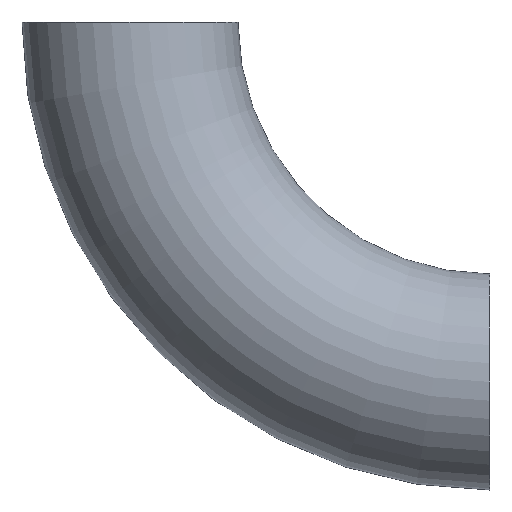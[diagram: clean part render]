
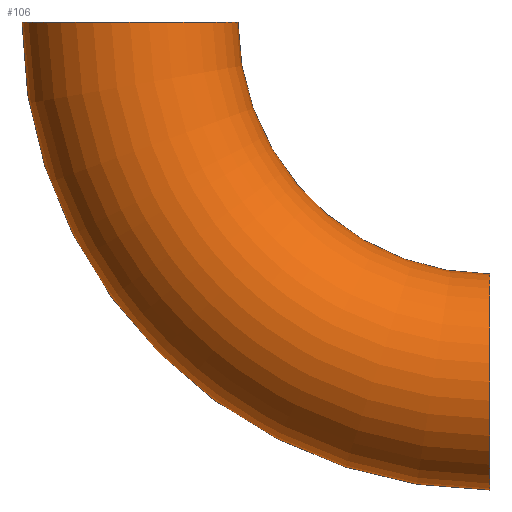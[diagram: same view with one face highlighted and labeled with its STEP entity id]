
A CAD part, front view. The second image highlights one B-rep face of the part: STEP entity #106.
In plain terms, the highlighted toroidal (fillet/blend) face has major radius 20 mm and minor radius 6 mm.
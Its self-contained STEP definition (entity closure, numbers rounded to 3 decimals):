
#2 = AXIS2_PLACEMENT_3D ( 'NONE', #190, #216, #33 ) ;
#4 = CARTESIAN_POINT ( 'NONE',  ( -20., 0., 0. ) ) ;
#13 = EDGE_CURVE ( 'NONE', #59, #182, #231, .T. ) ;
#22 = ORIENTED_EDGE ( 'NONE', *, *, #36, .T. ) ;
#24 = DIRECTION ( 'NONE',  ( 0., 1., 0. ) ) ;
#27 = CARTESIAN_POINT ( 'NONE',  ( 0., 0., 0. ) ) ;
#33 = DIRECTION ( 'NONE',  ( 0., 0., 1. ) ) ;
#36 = EDGE_CURVE ( 'NONE', #236, #182, #90, .T. ) ;
#41 = VERTEX_POINT ( 'NONE', #63 ) ;
#42 = DIRECTION ( 'NONE',  ( 0., 0., 1. ) ) ;
#48 = CARTESIAN_POINT ( 'NONE',  ( -14., 0., 0. ) ) ;
#56 = EDGE_CURVE ( 'NONE', #41, #59, #223, .T. ) ;
#57 = ORIENTED_EDGE ( 'NONE', *, *, #56, .F. ) ;
#59 = VERTEX_POINT ( 'NONE', #168 ) ;
#60 = DIRECTION ( 'NONE',  ( 0., 0., 1. ) ) ;
#63 = CARTESIAN_POINT ( 'NONE',  ( 0., 0., -26. ) ) ;
#80 = DIRECTION ( 'NONE',  ( 0., 0., 1. ) ) ;
#90 = CIRCLE ( 'NONE', #118, 14. ) ;
#103 = ORIENTED_EDGE ( 'NONE', *, *, #13, .F. ) ;
#106 = ADVANCED_FACE ( 'NONE', ( #239 ), #143, .T. ) ;
#110 = DIRECTION ( 'NONE',  ( 0., 1., 0. ) ) ;
#113 = CARTESIAN_POINT ( 'NONE',  ( 0., 0., 0. ) ) ;
#118 = AXIS2_PLACEMENT_3D ( 'NONE', #27, #110, #42 ) ;
#128 = DIRECTION ( 'NONE',  ( 0., 1., 0. ) ) ;
#129 = DIRECTION ( 'NONE',  ( 0., 0., 1. ) ) ;
#143 = TOROIDAL_SURFACE ( 'NONE', #212, 20., 6. ) ;
#147 = AXIS2_PLACEMENT_3D ( 'NONE', #241, #24, #80 ) ;
#153 = CARTESIAN_POINT ( 'NONE',  ( 0., 0., -14. ) ) ;
#166 = AXIS2_PLACEMENT_3D ( 'NONE', #4, #129, #172 ) ;
#168 = CARTESIAN_POINT ( 'NONE',  ( -26., 0., 0. ) ) ;
#172 = DIRECTION ( 'NONE',  ( 1., 0., 0. ) ) ;
#182 = VERTEX_POINT ( 'NONE', #48 ) ;
#190 = CARTESIAN_POINT ( 'NONE',  ( 0., 0., -20. ) ) ;
#200 = CIRCLE ( 'NONE', #2, 6. ) ;
#202 = ORIENTED_EDGE ( 'NONE', *, *, #230, .T. ) ;
#212 = AXIS2_PLACEMENT_3D ( 'NONE', #113, #128, #60 ) ;
#216 = DIRECTION ( 'NONE',  ( -1., 0., 0. ) ) ;
#219 = EDGE_LOOP ( 'NONE', ( #57, #202, #22, #103 ) ) ;
#223 = CIRCLE ( 'NONE', #147, 26. ) ;
#230 = EDGE_CURVE ( 'NONE', #41, #236, #200, .T. ) ;
#231 = CIRCLE ( 'NONE', #166, 6. ) ;
#236 = VERTEX_POINT ( 'NONE', #153 ) ;
#239 = FACE_OUTER_BOUND ( 'NONE', #219, .T. ) ;
#241 = CARTESIAN_POINT ( 'NONE',  ( 0., 0., 0. ) ) ;
